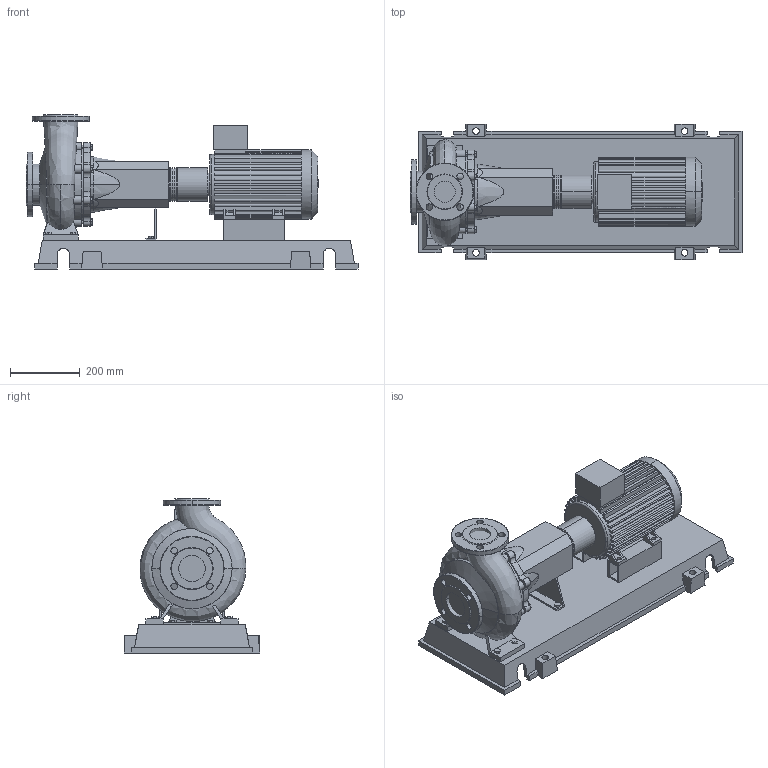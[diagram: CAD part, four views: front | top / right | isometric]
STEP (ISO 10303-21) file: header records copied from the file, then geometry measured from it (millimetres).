
FILE_DESCRIPTION((''),'2;1');
FILE_NAME('3d_NL50_200-2.2-4-05-4109076.stp','2015-03-03T07:44:04',(''),(''),'Mechanical Desktop 2009','Mechanical Desktop 2009',', , ');
FILE_SCHEMA(('CONFIG_CONTROL_DESIGN'));
Length unit declared in the file: millimetre
Products named in the file (1): Product
Bounding box: 955 x 390 x 443 mm (x, y, z)
Volume: 28526240.8 mm3; surface area: 2336993.4 mm2
Topology: 13 solids, 13 shells, 797 faces, 2120 edges, 1393 vertices
Faces by surface type: plane 415, bspline 197, cylinder 171, cone 8, torus 6
Entity records: 29437 total; most frequent: CARTESIAN_POINT 9728, ORIENTED_EDGE 4242, DIRECTION 3813, EDGE_CURVE 2121, VECTOR 1411, LINE 1411, VERTEX_POINT 1392, AXIS2_PLACEMENT_3D 1201
